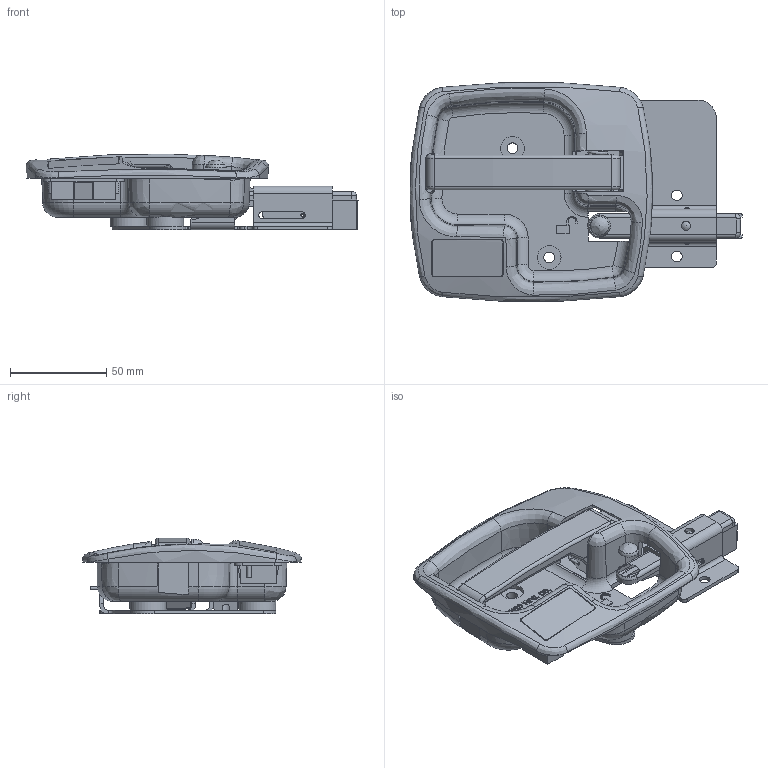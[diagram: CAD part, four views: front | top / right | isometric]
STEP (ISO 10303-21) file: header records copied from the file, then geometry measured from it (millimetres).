
FILE_DESCRIPTION(/* description */ ('INSIDE HANDLE, LOCKING'),/* implementation_level */ '2;1');
FILE_NAME(/* name */ '21000-PKL.stp',/* time_stamp */ '2020-11-24T16:54:14-05:00',/* author */ ('jenniferk'),/* organization */ ('Eberhard Manufacturing Company'),/* preprocessor_version */ 'ST-DEVELOPER v18.1',/* originating_system */ 'Autodesk Inventor 2020',/* authorisation */ '');
FILE_SCHEMA (('AUTOMOTIVE_DESIGN { 1 0 10303 214 3 1 1 }'));
Length unit declared in the file: inch
Products named in the file (2): 21000-PKL; 21000-PKL_Substitute_1
Assembly tree (1 placements, depth 2):
  21000-PKL
    21000-PKL_Substitute_1
Bounding box: 172.25 x 113.38 x 39.32 mm (x, y, z)
Volume: 108237.5 mm3; surface area: 88856.8 mm2
Topology: 10 solids, 10 shells, 1098 faces, 2961 edges, 1925 vertices
Faces by surface type: plane 568, bspline 233, cylinder 165, cone 68, torus 58, sphere 6
Full cylindrical faces by diameter (mm): 1.524 x4, 2.019 x1, 3.048 x2, 3.327 x1, 4.343 x1, 4.75 x2, 4.953 x1, 5.537 x6, 6.223 x1, 6.35 x2, 6.452 x2, 6.528 x1, 8.58 x2, 9.373 x1, 10.998 x2, 12.09 x1, 12.294 x2, 19.05 x2
Entity records: 42319 total; most frequent: CARTESIAN_POINT 14949, ORIENTED_EDGE 5898, DIRECTION 4653, EDGE_CURVE 2949, VERTEX_POINT 1925, LINE 1711, VECTOR 1711, AXIS2_PLACEMENT_3D 1471
